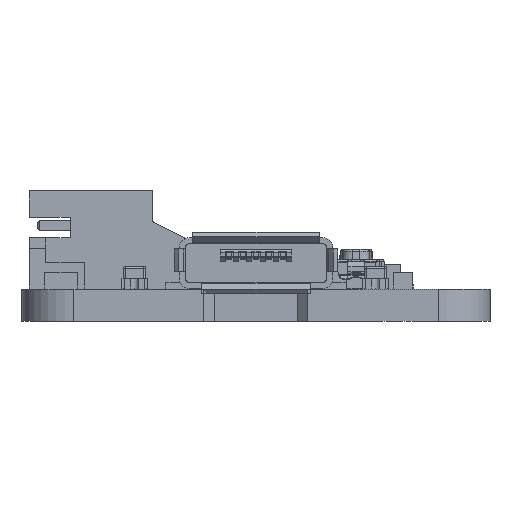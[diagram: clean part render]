
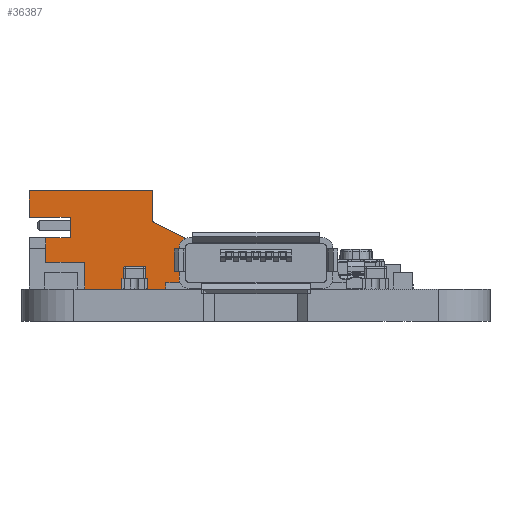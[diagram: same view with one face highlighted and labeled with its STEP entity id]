
A CAD part, left-side view. The second image highlights one B-rep face of the part: STEP entity #36387.
In plain terms, the highlighted planar face has unit normal (-1, 0, 0).
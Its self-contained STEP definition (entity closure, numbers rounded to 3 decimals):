
#1234=PLANE('',#39093);
#2997=FACE_OUTER_BOUND('',#5144,.T.);
#5144=EDGE_LOOP('',(#29234,#29235,#29236,#29237,#29238,#29239,#29240,#29241,
#29242,#29243,#29244,#29245));
#8014=LINE('',#56631,#12243);
#8035=LINE('',#56674,#12264);
#8116=LINE('',#56831,#12345);
#8118=LINE('',#56835,#12347);
#8120=LINE('',#56839,#12349);
#8121=LINE('',#56842,#12350);
#8124=LINE('',#56847,#12353);
#8125=LINE('',#56849,#12354);
#8127=LINE('',#56854,#12356);
#8129=LINE('',#56857,#12358);
#8158=LINE('',#56913,#12387);
#8160=LINE('',#56916,#12389);
#12243=VECTOR('',#45202,1.5);
#12264=VECTOR('',#45229,1.2);
#12345=VECTOR('',#45370,1.2);
#12347=VECTOR('',#45374,1.9);
#12349=VECTOR('',#45378,1.3);
#12350=VECTOR('',#45381,4.9);
#12353=VECTOR('',#45386,2.5);
#12354=VECTOR('',#45389,1.789);
#12356=VECTOR('',#45393,2.);
#12358=VECTOR('',#45397,1.);
#12387=VECTOR('',#45448,1.3);
#12389=VECTOR('',#45452,6.);
#17044=VERTEX_POINT('',#56628);
#17045=VERTEX_POINT('',#56630);
#17063=VERTEX_POINT('',#56672);
#17064=VERTEX_POINT('',#56673);
#17110=VERTEX_POINT('',#56829);
#17111=VERTEX_POINT('',#56833);
#17112=VERTEX_POINT('',#56837);
#17113=VERTEX_POINT('',#56841);
#17114=VERTEX_POINT('',#56845);
#17115=VERTEX_POINT('',#56851);
#17116=VERTEX_POINT('',#56853);
#17132=VERTEX_POINT('',#56912);
#21270=EDGE_CURVE('',#17044,#17045,#8014,.F.);
#21291=EDGE_CURVE('',#17063,#17064,#8035,.F.);
#21372=EDGE_CURVE('',#17064,#17110,#8116,.F.);
#21374=EDGE_CURVE('',#17110,#17111,#8118,.T.);
#21376=EDGE_CURVE('',#17111,#17112,#8120,.F.);
#21377=EDGE_CURVE('',#17112,#17113,#8121,.T.);
#21380=EDGE_CURVE('',#17113,#17114,#8124,.T.);
#21381=EDGE_CURVE('',#17114,#17045,#8125,.T.);
#21383=EDGE_CURVE('',#17116,#17115,#8127,.T.);
#21385=EDGE_CURVE('',#17115,#17063,#8129,.F.);
#21414=EDGE_CURVE('',#17132,#17116,#8158,.F.);
#21416=EDGE_CURVE('',#17132,#17044,#8160,.F.);
#29234=ORIENTED_EDGE('',*,*,#21383,.T.);
#29235=ORIENTED_EDGE('',*,*,#21385,.T.);
#29236=ORIENTED_EDGE('',*,*,#21291,.T.);
#29237=ORIENTED_EDGE('',*,*,#21372,.T.);
#29238=ORIENTED_EDGE('',*,*,#21374,.T.);
#29239=ORIENTED_EDGE('',*,*,#21376,.T.);
#29240=ORIENTED_EDGE('',*,*,#21377,.T.);
#29241=ORIENTED_EDGE('',*,*,#21380,.T.);
#29242=ORIENTED_EDGE('',*,*,#21381,.T.);
#29243=ORIENTED_EDGE('',*,*,#21270,.F.);
#29244=ORIENTED_EDGE('',*,*,#21416,.F.);
#29245=ORIENTED_EDGE('',*,*,#21414,.T.);
#36387=ADVANCED_FACE('',(#2997),#1234,.T.);
#39093=AXIS2_PLACEMENT_3D('',#56915,#45450,#45451);
#45202=DIRECTION('',(0.,0.,1.));
#45229=DIRECTION('',(0.,-1.,0.));
#45370=DIRECTION('',(0.,0.,1.));
#45374=DIRECTION('',(0.,-1.,0.));
#45378=DIRECTION('',(0.,0.,1.));
#45381=DIRECTION('',(0.,-1.,0.));
#45386=DIRECTION('',(0.,0.,1.));
#45389=DIRECTION('',(0.,0.894,0.447));
#45393=DIRECTION('',(0.,-1.,0.));
#45397=DIRECTION('',(0.,0.,1.));
#45448=DIRECTION('',(0.,0.,1.));
#45450=DIRECTION('center_axis',(-1.,0.,0.));
#45451=DIRECTION('ref_axis',(0.,-1.,0.));
#45452=DIRECTION('',(0.,1.,0.));
#56628=CARTESIAN_POINT('',(-3.95,-2.8,4.8));
#56630=CARTESIAN_POINT('',(-3.95,-2.8,3.3));
#56631=CARTESIAN_POINT('',(-3.95,-2.8,3.3));
#56672=CARTESIAN_POINT('',(-3.95,1.2,2.5));
#56673=CARTESIAN_POINT('',(-3.95,2.4,2.5));
#56674=CARTESIAN_POINT('',(-3.95,2.4,2.5));
#56829=CARTESIAN_POINT('',(-3.95,2.4,1.3));
#56831=CARTESIAN_POINT('',(-3.95,2.4,1.3));
#56833=CARTESIAN_POINT('',(-3.95,0.5,1.3));
#56835=CARTESIAN_POINT('',(-3.95,2.4,1.3));
#56837=CARTESIAN_POINT('',(-3.95,0.5,0.));
#56839=CARTESIAN_POINT('',(-3.95,0.5,0.));
#56841=CARTESIAN_POINT('',(-3.95,-4.4,0.));
#56842=CARTESIAN_POINT('',(-3.95,0.5,0.));
#56845=CARTESIAN_POINT('',(-3.95,-4.4,2.5));
#56847=CARTESIAN_POINT('',(-3.95,-4.4,0.));
#56849=CARTESIAN_POINT('',(-3.95,-4.4,2.5));
#56851=CARTESIAN_POINT('',(-3.95,1.2,3.5));
#56853=CARTESIAN_POINT('',(-3.95,3.2,3.5));
#56854=CARTESIAN_POINT('',(-3.95,3.2,3.5));
#56857=CARTESIAN_POINT('',(-3.95,1.2,2.5));
#56912=CARTESIAN_POINT('',(-3.95,3.2,4.8));
#56913=CARTESIAN_POINT('',(-3.95,3.2,3.5));
#56915=CARTESIAN_POINT('Origin',(-3.95,0.2,2.4));
#56916=CARTESIAN_POINT('',(-3.95,-2.8,4.8));
